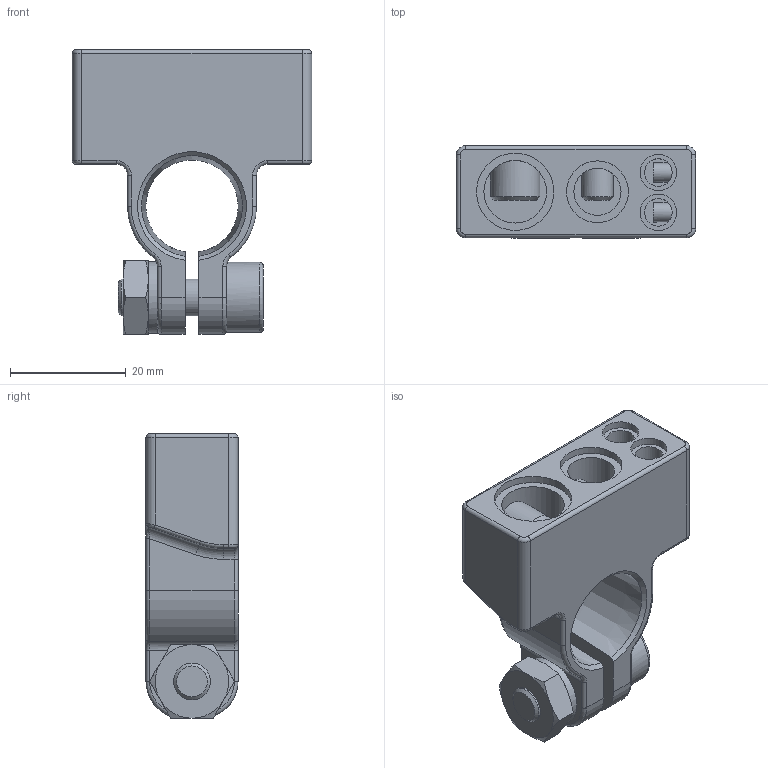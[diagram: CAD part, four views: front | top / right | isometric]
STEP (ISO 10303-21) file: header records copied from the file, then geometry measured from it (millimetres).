
FILE_DESCRIPTION(/* description */ (''),/* implementation_level */ '2;1');
FILE_NAME(/* name */ 'battery terminal.stp',/* time_stamp */ '2013-07-25T13:24:51-04:00',/* author */ ('Saville'),/* organization */ (''),/* preprocessor_version */ 'ST-DEVELOPER v15.2',/* originating_system */ 'Autodesk Inventor 2014',/* authorisation */ '');
FILE_SCHEMA (('AUTOMOTIVE_DESIGN { 1 0 10303 214 3 1 1 }'));
Length unit declared in the file: inch
Products named in the file (1): battery terminal
Bounding box: 41.27 x 15.88 x 49.07 mm (x, y, z)
Volume: 15465.1 mm3; surface area: 7994.3 mm2
Topology: 1 solids, 1 shells, 237 faces, 567 edges, 384 vertices
Faces by surface type: cylinder 98, plane 85, cone 25, torus 25, bspline 4
Full cylindrical faces by diameter (mm): 3.302 x4, 4.762 x2, 5.486 x2, 6.286 x2, 6.35 x3, 8.128 x1, 8.534 x2, 10.668 x1, 10.795 x1, 12.106 x1, 13.335 x1
Entity records: 6754 total; most frequent: CARTESIAN_POINT 1456, DIRECTION 1173, ORIENTED_EDGE 978, EDGE_CURVE 489, AXIS2_PLACEMENT_3D 460, VERTEX_POINT 307, EDGE_LOOP 294, LINE 253
